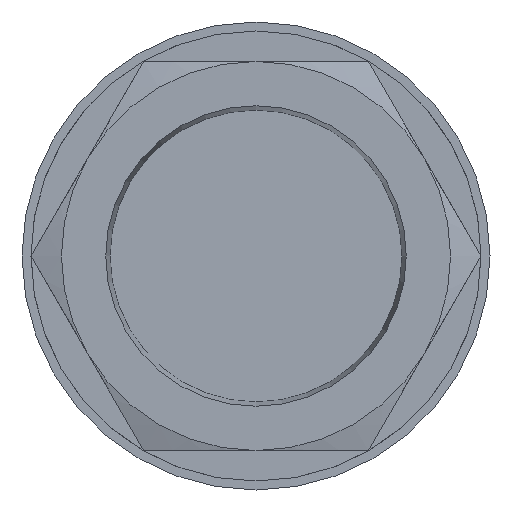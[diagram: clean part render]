
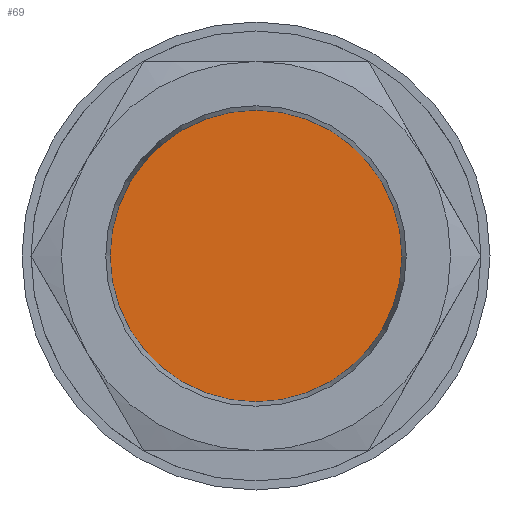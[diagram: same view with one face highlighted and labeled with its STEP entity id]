
A CAD part, left-side view. The second image highlights one B-rep face of the part: STEP entity #69.
In plain terms, the highlighted planar face has unit normal (-1, 0, 0).
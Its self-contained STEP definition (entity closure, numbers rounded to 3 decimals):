
#69 = ADVANCED_FACE( '', ( #172 ), #173, .F. );
#172 = FACE_OUTER_BOUND( '', #313, .T. );
#173 = PLANE( '', #314 );
#313 = EDGE_LOOP( '', ( #452 ) );
#314 = AXIS2_PLACEMENT_3D( '', #453, #454, #455 );
#452 = ORIENTED_EDGE( '', *, *, #805, .F. );
#453 = CARTESIAN_POINT( '', ( 4., 0., 0. ) );
#454 = DIRECTION( '', ( 1., 0., 0. ) );
#455 = DIRECTION( '', ( 0., 0., -1. ) );
#805 = EDGE_CURVE( '', #947, #947, #948, .T. );
#947 = VERTEX_POINT( '', #1156 );
#948 = CIRCLE( '', #1157, 24. );
#1156 = CARTESIAN_POINT( '', ( 4., 0., -24. ) );
#1157 = AXIS2_PLACEMENT_3D( '', #1477, #1478, #1479 );
#1477 = CARTESIAN_POINT( '', ( 4., 0., 0. ) );
#1478 = DIRECTION( '', ( 1., 0., 0. ) );
#1479 = DIRECTION( '', ( 0., 0., -1. ) );
